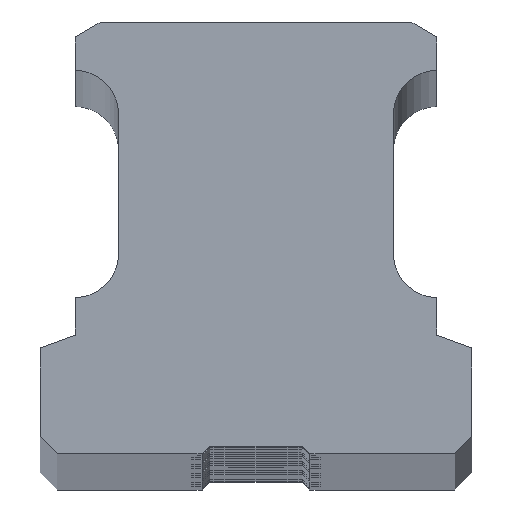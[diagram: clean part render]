
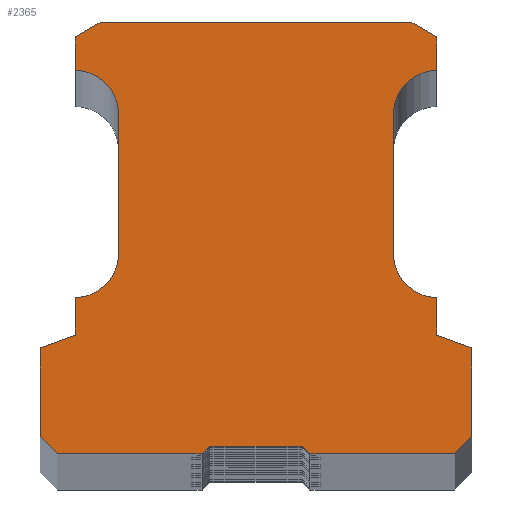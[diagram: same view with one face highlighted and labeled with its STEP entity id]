
A CAD part, top view. The second image highlights one B-rep face of the part: STEP entity #2365.
In plain terms, the highlighted planar face has unit normal (0, 0, 1).
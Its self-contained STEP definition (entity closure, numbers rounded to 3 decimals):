
#147=FACE_OUTER_BOUND('',#269,.T.);
#269=EDGE_LOOP('',(#1527,#1528,#1529,#1530,#1531,#1532,#1533,#1534,#1535,
#1536,#1537,#1538,#1539,#1540,#1541,#1542,#1543,#1544,#1545,#1546,#1547,
#1548,#1549,#1550));
#423=CIRCLE('',#2508,2.06);
#424=CIRCLE('',#2509,2.06);
#425=CIRCLE('',#2510,2.06);
#426=CIRCLE('',#2511,2.06);
#575=LINE('',#3687,#735);
#576=LINE('',#3689,#736);
#577=LINE('',#3691,#737);
#578=LINE('',#3695,#738);
#579=LINE('',#3699,#739);
#580=LINE('',#3701,#740);
#581=LINE('',#3703,#741);
#582=LINE('',#3705,#742);
#583=LINE('',#3707,#743);
#584=LINE('',#3709,#744);
#585=LINE('',#3711,#745);
#586=LINE('',#3713,#746);
#587=LINE('',#3715,#747);
#588=LINE('',#3717,#748);
#589=LINE('',#3719,#749);
#590=LINE('',#3721,#750);
#591=LINE('',#3723,#751);
#592=LINE('',#3727,#752);
#593=LINE('',#3731,#753);
#594=LINE('',#3732,#754);
#735=VECTOR('',#2849,10.);
#736=VECTOR('',#2850,10.);
#737=VECTOR('',#2851,10.);
#738=VECTOR('',#2854,10.);
#739=VECTOR('',#2857,10.);
#740=VECTOR('',#2858,10.);
#741=VECTOR('',#2859,10.);
#742=VECTOR('',#2860,10.);
#743=VECTOR('',#2861,10.);
#744=VECTOR('',#2862,10.);
#745=VECTOR('',#2863,10.);
#746=VECTOR('',#2864,10.);
#747=VECTOR('',#2865,10.);
#748=VECTOR('',#2866,10.);
#749=VECTOR('',#2867,10.);
#750=VECTOR('',#2868,10.);
#751=VECTOR('',#2869,10.);
#752=VECTOR('',#2872,10.);
#753=VECTOR('',#2875,10.);
#754=VECTOR('',#2876,10.);
#895=VERTEX_POINT('',#3685);
#896=VERTEX_POINT('',#3686);
#897=VERTEX_POINT('',#3688);
#898=VERTEX_POINT('',#3690);
#899=VERTEX_POINT('',#3692);
#900=VERTEX_POINT('',#3694);
#901=VERTEX_POINT('',#3696);
#902=VERTEX_POINT('',#3698);
#903=VERTEX_POINT('',#3700);
#904=VERTEX_POINT('',#3702);
#905=VERTEX_POINT('',#3704);
#906=VERTEX_POINT('',#3706);
#907=VERTEX_POINT('',#3708);
#908=VERTEX_POINT('',#3710);
#909=VERTEX_POINT('',#3712);
#910=VERTEX_POINT('',#3714);
#911=VERTEX_POINT('',#3716);
#912=VERTEX_POINT('',#3718);
#913=VERTEX_POINT('',#3720);
#914=VERTEX_POINT('',#3722);
#915=VERTEX_POINT('',#3724);
#916=VERTEX_POINT('',#3726);
#917=VERTEX_POINT('',#3728);
#918=VERTEX_POINT('',#3730);
#1151=EDGE_CURVE('',#895,#896,#575,.T.);
#1152=EDGE_CURVE('',#897,#895,#576,.T.);
#1153=EDGE_CURVE('',#898,#897,#577,.T.);
#1154=EDGE_CURVE('',#899,#898,#423,.T.);
#1155=EDGE_CURVE('',#900,#899,#578,.T.);
#1156=EDGE_CURVE('',#901,#900,#424,.T.);
#1157=EDGE_CURVE('',#902,#901,#579,.T.);
#1158=EDGE_CURVE('',#903,#902,#580,.T.);
#1159=EDGE_CURVE('',#904,#903,#581,.T.);
#1160=EDGE_CURVE('',#905,#904,#582,.T.);
#1161=EDGE_CURVE('',#906,#905,#583,.T.);
#1162=EDGE_CURVE('',#907,#906,#584,.T.);
#1163=EDGE_CURVE('',#908,#907,#585,.T.);
#1164=EDGE_CURVE('',#909,#908,#586,.T.);
#1165=EDGE_CURVE('',#910,#909,#587,.T.);
#1166=EDGE_CURVE('',#911,#910,#588,.T.);
#1167=EDGE_CURVE('',#912,#911,#589,.T.);
#1168=EDGE_CURVE('',#913,#912,#590,.T.);
#1169=EDGE_CURVE('',#914,#913,#591,.T.);
#1170=EDGE_CURVE('',#915,#914,#425,.T.);
#1171=EDGE_CURVE('',#916,#915,#592,.T.);
#1172=EDGE_CURVE('',#917,#916,#426,.T.);
#1173=EDGE_CURVE('',#918,#917,#593,.T.);
#1174=EDGE_CURVE('',#896,#918,#594,.T.);
#1527=ORIENTED_EDGE('',*,*,#1151,.F.);
#1528=ORIENTED_EDGE('',*,*,#1152,.F.);
#1529=ORIENTED_EDGE('',*,*,#1153,.F.);
#1530=ORIENTED_EDGE('',*,*,#1154,.F.);
#1531=ORIENTED_EDGE('',*,*,#1155,.F.);
#1532=ORIENTED_EDGE('',*,*,#1156,.F.);
#1533=ORIENTED_EDGE('',*,*,#1157,.F.);
#1534=ORIENTED_EDGE('',*,*,#1158,.F.);
#1535=ORIENTED_EDGE('',*,*,#1159,.F.);
#1536=ORIENTED_EDGE('',*,*,#1160,.F.);
#1537=ORIENTED_EDGE('',*,*,#1161,.F.);
#1538=ORIENTED_EDGE('',*,*,#1162,.F.);
#1539=ORIENTED_EDGE('',*,*,#1163,.F.);
#1540=ORIENTED_EDGE('',*,*,#1164,.F.);
#1541=ORIENTED_EDGE('',*,*,#1165,.F.);
#1542=ORIENTED_EDGE('',*,*,#1166,.F.);
#1543=ORIENTED_EDGE('',*,*,#1167,.F.);
#1544=ORIENTED_EDGE('',*,*,#1168,.F.);
#1545=ORIENTED_EDGE('',*,*,#1169,.F.);
#1546=ORIENTED_EDGE('',*,*,#1170,.F.);
#1547=ORIENTED_EDGE('',*,*,#1171,.F.);
#1548=ORIENTED_EDGE('',*,*,#1172,.F.);
#1549=ORIENTED_EDGE('',*,*,#1173,.F.);
#1550=ORIENTED_EDGE('',*,*,#1174,.F.);
#2279=PLANE('',#2507);
#2365=ADVANCED_FACE('',(#147),#2279,.T.);
#2507=AXIS2_PLACEMENT_3D('',#3684,#2847,#2848);
#2508=AXIS2_PLACEMENT_3D('',#3693,#2852,#2853);
#2509=AXIS2_PLACEMENT_3D('',#3697,#2855,#2856);
#2510=AXIS2_PLACEMENT_3D('',#3725,#2870,#2871);
#2511=AXIS2_PLACEMENT_3D('',#3729,#2873,#2874);
#2847=DIRECTION('center_axis',(0.,0.,1.));
#2848=DIRECTION('ref_axis',(1.,0.,0.));
#2849=DIRECTION('',(1.,0.,0.));
#2850=DIRECTION('',(0.866,0.5,0.));
#2851=DIRECTION('',(0.,1.,0.));
#2852=DIRECTION('center_axis',(0.,0.,1.));
#2853=DIRECTION('ref_axis',(-0.998,-0.07,0.));
#2854=DIRECTION('',(0.,1.,0.));
#2855=DIRECTION('center_axis',(0.,0.,1.));
#2856=DIRECTION('ref_axis',(-0.021,1.,0.));
#2857=DIRECTION('',(0.,1.,0.));
#2858=DIRECTION('',(0.94,0.342,0.));
#2859=DIRECTION('',(0.,1.,0.));
#2860=DIRECTION('',(-0.707,0.707,0.));
#2861=DIRECTION('',(-1.,0.,0.));
#2862=DIRECTION('',(-0.707,-0.707,0.));
#2863=DIRECTION('',(-1.,0.,0.));
#2864=DIRECTION('',(-0.707,0.707,0.));
#2865=DIRECTION('',(-1.,0.,0.));
#2866=DIRECTION('',(-0.707,-0.707,0.));
#2867=DIRECTION('',(0.,-1.,0.));
#2868=DIRECTION('',(0.94,-0.342,0.));
#2869=DIRECTION('',(0.,-1.,0.));
#2870=DIRECTION('center_axis',(0.,0.,1.));
#2871=DIRECTION('ref_axis',(0.998,0.07,0.));
#2872=DIRECTION('',(0.,-1.,0.));
#2873=DIRECTION('center_axis',(0.,0.,1.));
#2874=DIRECTION('ref_axis',(0.021,-1.,0.));
#2875=DIRECTION('',(0.,-1.,0.));
#2876=DIRECTION('',(0.866,-0.5,0.));
#3684=CARTESIAN_POINT('Origin',(9.2,9.469,960.));
#3685=CARTESIAN_POINT('',(2.025,20.,960.));
#3686=CARTESIAN_POINT('',(16.375,20.,960.));
#3687=CARTESIAN_POINT('',(5.613,20.,960.));
#3688=CARTESIAN_POINT('',(0.825,19.307,960.));
#3689=CARTESIAN_POINT('',(1.836,19.891,960.));
#3690=CARTESIAN_POINT('',(0.825,17.767,960.));
#3691=CARTESIAN_POINT('',(0.825,13.618,960.));
#3692=CARTESIAN_POINT('',(2.837,15.852,960.));
#3693=CARTESIAN_POINT('Origin',(0.783,15.708,960.));
#3694=CARTESIAN_POINT('',(2.837,9.148,960.));
#3695=CARTESIAN_POINT('',(2.837,9.308,960.));
#3696=CARTESIAN_POINT('',(0.825,7.233,960.));
#3697=CARTESIAN_POINT('Origin',(0.783,9.292,960.));
#3698=CARTESIAN_POINT('',(0.825,5.5,960.));
#3699=CARTESIAN_POINT('',(0.825,7.484,960.));
#3700=CARTESIAN_POINT('',(-0.8,4.909,960.));
#3701=CARTESIAN_POINT('',(4.348,6.782,960.));
#3702=CARTESIAN_POINT('',(-0.8,0.8,960.));
#3703=CARTESIAN_POINT('',(-0.8,5.134,960.));
#3704=CARTESIAN_POINT('',(0.,0.,960.));
#3705=CARTESIAN_POINT('',(-0.067,0.067,960.));
#3706=CARTESIAN_POINT('',(6.7,0.,960.));
#3707=CARTESIAN_POINT('',(7.95,0.,960.));
#3708=CARTESIAN_POINT('',(7.05,0.35,960.));
#3709=CARTESIAN_POINT('',(9.867,3.167,960.));
#3710=CARTESIAN_POINT('',(11.35,0.35,960.));
#3711=CARTESIAN_POINT('',(10.275,0.35,960.));
#3712=CARTESIAN_POINT('',(11.7,0.,960.));
#3713=CARTESIAN_POINT('',(8.708,2.992,960.));
#3714=CARTESIAN_POINT('',(18.4,0.,960.));
#3715=CARTESIAN_POINT('',(13.8,0.,960.));
#3716=CARTESIAN_POINT('',(19.2,0.8,960.));
#3717=CARTESIAN_POINT('',(18.867,0.467,960.));
#3718=CARTESIAN_POINT('',(19.2,4.909,960.));
#3719=CARTESIAN_POINT('',(19.2,7.189,960.));
#3720=CARTESIAN_POINT('',(17.575,5.5,960.));
#3721=CARTESIAN_POINT('',(13.24,7.078,960.));
#3722=CARTESIAN_POINT('',(17.575,7.233,960.));
#3723=CARTESIAN_POINT('',(17.575,8.351,960.));
#3724=CARTESIAN_POINT('',(15.563,9.148,960.));
#3725=CARTESIAN_POINT('Origin',(17.617,9.292,960.));
#3726=CARTESIAN_POINT('',(15.563,15.852,960.));
#3727=CARTESIAN_POINT('',(15.563,12.66,960.));
#3728=CARTESIAN_POINT('',(17.575,17.767,960.));
#3729=CARTESIAN_POINT('Origin',(17.617,15.708,960.));
#3730=CARTESIAN_POINT('',(17.575,19.307,960.));
#3731=CARTESIAN_POINT('',(17.575,14.388,960.));
#3732=CARTESIAN_POINT('',(15.964,20.237,960.));
